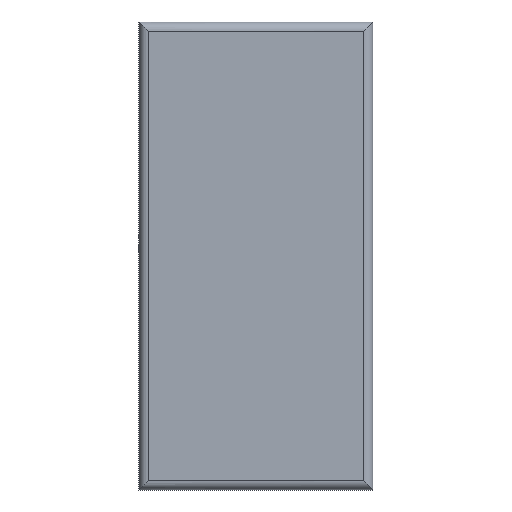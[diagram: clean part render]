
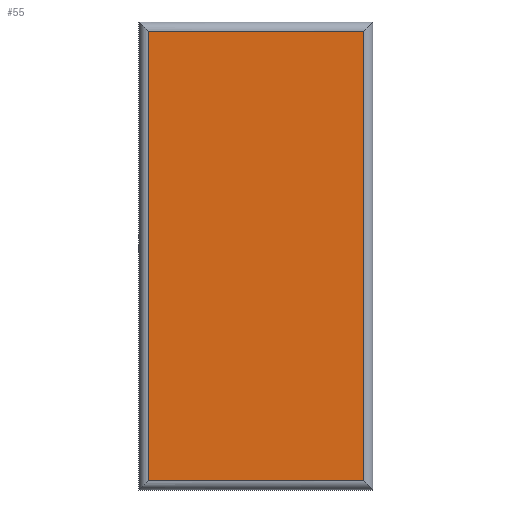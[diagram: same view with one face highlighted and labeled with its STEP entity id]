
A CAD part, left-side view. The second image highlights one B-rep face of the part: STEP entity #55.
In plain terms, the highlighted planar face has unit normal (-1, 0, 0).
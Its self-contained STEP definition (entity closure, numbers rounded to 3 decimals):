
#4 = LINE ( 'NONE', #270, #358 ) ;
#55 = ADVANCED_FACE ( 'NONE', ( #429 ), #256, .F. ) ;
#62 = CARTESIAN_POINT ( 'NONE',  ( -30.112, -39.907, 98. ) ) ;
#82 = CARTESIAN_POINT ( 'NONE',  ( -30.112, 6.093, 98. ) ) ;
#88 = CARTESIAN_POINT ( 'NONE',  ( -30.112, -39.907, 100. ) ) ;
#107 = LINE ( 'NONE', #113, #436 ) ;
#109 = DIRECTION ( 'NONE',  ( 0., 1., 0. ) ) ;
#113 = CARTESIAN_POINT ( 'NONE',  ( -30.112, 8.093, 98. ) ) ;
#124 = DIRECTION ( 'NONE',  ( 1., 0., 0. ) ) ;
#130 = CARTESIAN_POINT ( 'NONE',  ( -30.112, 8.093, 100. ) ) ;
#134 = EDGE_CURVE ( 'NONE', #399, #283, #107, .T. ) ;
#137 = EDGE_CURVE ( 'NONE', #276, #156, #277, .T. ) ;
#144 = VECTOR ( 'NONE', #275, 1000. ) ;
#147 = DIRECTION ( 'NONE',  ( 0., 0., 1. ) ) ;
#156 = VERTEX_POINT ( 'NONE', #168 ) ;
#168 = CARTESIAN_POINT ( 'NONE',  ( -30.112, -39.907, 2. ) ) ;
#209 = VECTOR ( 'NONE', #147, 1000. ) ;
#214 = LINE ( 'NONE', #88, #209 ) ;
#215 = EDGE_CURVE ( 'NONE', #283, #276, #4, .T. ) ;
#231 = AXIS2_PLACEMENT_3D ( 'NONE', #130, #124, #356 ) ;
#234 = ORIENTED_EDGE ( 'NONE', *, *, #134, .T. ) ;
#243 = EDGE_CURVE ( 'NONE', #156, #399, #214, .T. ) ;
#256 = PLANE ( 'NONE',  #231 ) ;
#270 = CARTESIAN_POINT ( 'NONE',  ( -30.112, 6.093, 100. ) ) ;
#273 = DIRECTION ( 'NONE',  ( 0., 0., -1. ) ) ;
#275 = DIRECTION ( 'NONE',  ( 0., -1., 0. ) ) ;
#276 = VERTEX_POINT ( 'NONE', #384 ) ;
#277 = LINE ( 'NONE', #365, #144 ) ;
#283 = VERTEX_POINT ( 'NONE', #82 ) ;
#296 = ORIENTED_EDGE ( 'NONE', *, *, #137, .T. ) ;
#356 = DIRECTION ( 'NONE',  ( 0., 1., 0. ) ) ;
#358 = VECTOR ( 'NONE', #273, 1000. ) ;
#365 = CARTESIAN_POINT ( 'NONE',  ( -30.112, 8.093, 2. ) ) ;
#382 = ORIENTED_EDGE ( 'NONE', *, *, #243, .T. ) ;
#384 = CARTESIAN_POINT ( 'NONE',  ( -30.112, 6.093, 2. ) ) ;
#395 = ORIENTED_EDGE ( 'NONE', *, *, #215, .T. ) ;
#399 = VERTEX_POINT ( 'NONE', #62 ) ;
#423 = EDGE_LOOP ( 'NONE', ( #296, #382, #234, #395 ) ) ;
#429 = FACE_OUTER_BOUND ( 'NONE', #423, .T. ) ;
#436 = VECTOR ( 'NONE', #109, 1000. ) ;
